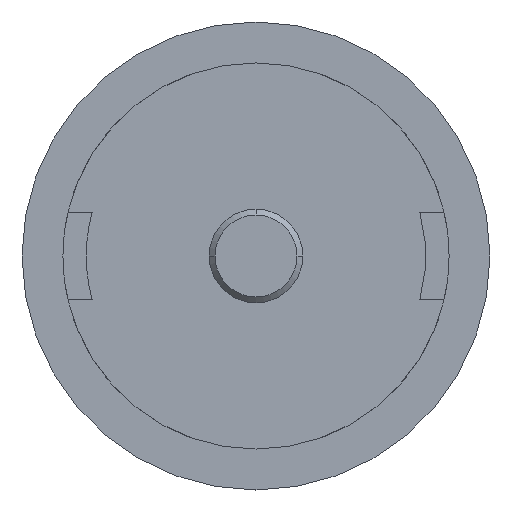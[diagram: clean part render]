
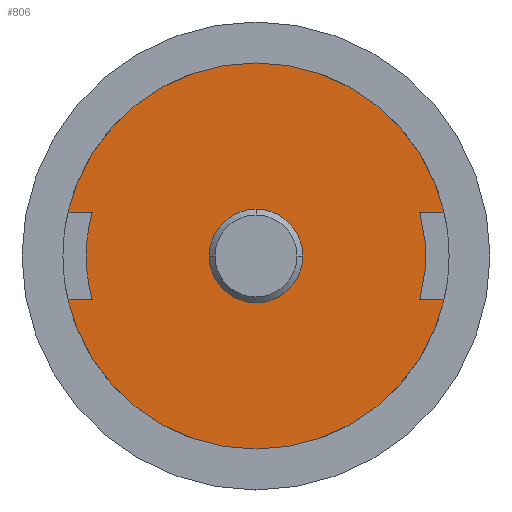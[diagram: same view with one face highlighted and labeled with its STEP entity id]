
A CAD part, front view. The second image highlights one B-rep face of the part: STEP entity #806.
In plain terms, the highlighted planar face has unit normal (0, -1, 0).
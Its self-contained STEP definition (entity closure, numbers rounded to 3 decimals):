
#27 = CARTESIAN_POINT ( 'NONE',  ( 0., -5.9, 0. ) ) ;
#53 = CARTESIAN_POINT ( 'NONE',  ( 3.214, -5.9, 0.75 ) ) ;
#127 = VERTEX_POINT ( 'NONE', #458 ) ;
#168 = DIRECTION ( 'NONE',  ( 0., 1., 0. ) ) ;
#215 = DIRECTION ( 'NONE',  ( 1., 0., 0. ) ) ;
#232 = CARTESIAN_POINT ( 'NONE',  ( -3.214, -5.9, 0.75 ) ) ;
#234 = ORIENTED_EDGE ( 'NONE', *, *, #1751, .F. ) ;
#265 = VERTEX_POINT ( 'NONE', #432 ) ;
#280 = ORIENTED_EDGE ( 'NONE', *, *, #1236, .T. ) ;
#323 = DIRECTION ( 'NONE',  ( 0., 1., 0. ) ) ;
#357 = VECTOR ( 'NONE', #600, 1000. ) ;
#384 = CIRCLE ( 'NONE', #405, 2.9 ) ;
#386 = CIRCLE ( 'NONE', #1846, 0.8 ) ;
#388 = EDGE_CURVE ( 'NONE', #127, #1740, #903, .T. ) ;
#395 = DIRECTION ( 'NONE',  ( 0.966, 0., 0.259 ) ) ;
#405 = AXIS2_PLACEMENT_3D ( 'NONE', #1658, #323, #914 ) ;
#407 = DIRECTION ( 'NONE',  ( 0., 1., 0. ) ) ;
#428 = VERTEX_POINT ( 'NONE', #232 ) ;
#429 = EDGE_LOOP ( 'NONE', ( #1242, #1350 ) ) ;
#432 = CARTESIAN_POINT ( 'NONE',  ( -3.214, -5.9, -0.75 ) ) ;
#458 = CARTESIAN_POINT ( 'NONE',  ( 0.8, -5.9, 0. ) ) ;
#462 = CARTESIAN_POINT ( 'NONE',  ( 2.801, -5.9, -0.75 ) ) ;
#463 = DIRECTION ( 'NONE',  ( 0., -1., 0. ) ) ;
#493 = VERTEX_POINT ( 'NONE', #1015 ) ;
#495 = DIRECTION ( 'NONE',  ( 0., -1., 0. ) ) ;
#517 = DIRECTION ( 'NONE',  ( -1., 0., 0. ) ) ;
#526 = CARTESIAN_POINT ( 'NONE',  ( 2.801, -5.9, -0.75 ) ) ;
#532 = EDGE_CURVE ( 'NONE', #750, #858, #992, .T. ) ;
#536 = FACE_BOUND ( 'NONE', #429, .T. ) ;
#540 = ORIENTED_EDGE ( 'NONE', *, *, #1729, .F. ) ;
#570 = DIRECTION ( 'NONE',  ( 0., -1., 0. ) ) ;
#594 = EDGE_CURVE ( 'NONE', #1749, #778, #1796, .T. ) ;
#600 = DIRECTION ( 'NONE',  ( -1., 0., 0. ) ) ;
#634 = CARTESIAN_POINT ( 'NONE',  ( 0., -5.9, 0. ) ) ;
#673 = CARTESIAN_POINT ( 'NONE',  ( -2.801, -5.9, -0.75 ) ) ;
#684 = EDGE_CURVE ( 'NONE', #265, #750, #938, .T. ) ;
#698 = EDGE_CURVE ( 'NONE', #493, #428, #1172, .T. ) ;
#736 = DIRECTION ( 'NONE',  ( -0.966, 0., -0.259 ) ) ;
#741 = AXIS2_PLACEMENT_3D ( 'NONE', #27, #570, #1170 ) ;
#743 = CIRCLE ( 'NONE', #741, 3.3 ) ;
#750 = VERTEX_POINT ( 'NONE', #673 ) ;
#778 = VERTEX_POINT ( 'NONE', #1726 ) ;
#806 = ADVANCED_FACE ( 'NONE', ( #1880, #536 ), #1137, .F. ) ;
#824 = CARTESIAN_POINT ( 'NONE',  ( -0.8, -5.9, 0. ) ) ;
#858 = VERTEX_POINT ( 'NONE', #1753 ) ;
#872 = AXIS2_PLACEMENT_3D ( 'NONE', #634, #1237, #1835 ) ;
#896 = EDGE_LOOP ( 'NONE', ( #1527, #540, #1792, #1651, #1882, #280, #1768, #234, #1795 ) ) ;
#903 = CIRCLE ( 'NONE', #872, 0.8 ) ;
#914 = DIRECTION ( 'NONE',  ( -0.966, 0., -0.259 ) ) ;
#938 = LINE ( 'NONE', #1543, #1116 ) ;
#988 = AXIS2_PLACEMENT_3D ( 'NONE', #1490, #168, #736 ) ;
#990 = DIRECTION ( 'NONE',  ( 1., 0., 0. ) ) ;
#992 = CIRCLE ( 'NONE', #988, 2.9 ) ;
#1002 = EDGE_CURVE ( 'NONE', #1740, #127, #386, .T. ) ;
#1015 = CARTESIAN_POINT ( 'NONE',  ( 3.214, -5.9, 0.75 ) ) ;
#1027 = VECTOR ( 'NONE', #1052, 1000. ) ;
#1052 = DIRECTION ( 'NONE',  ( 1., 0., 0. ) ) ;
#1054 = DIRECTION ( 'NONE',  ( -1., 0., 0. ) ) ;
#1094 = DIRECTION ( 'NONE',  ( 0.974, 0., 0.227 ) ) ;
#1116 = VECTOR ( 'NONE', #215, 1000. ) ;
#1128 = CARTESIAN_POINT ( 'NONE',  ( 0., -5.9, 0. ) ) ;
#1137 = PLANE ( 'NONE',  #1241 ) ;
#1141 = VERTEX_POINT ( 'NONE', #1602 ) ;
#1150 = AXIS2_PLACEMENT_3D ( 'NONE', #1836, #495, #1094 ) ;
#1170 = DIRECTION ( 'NONE',  ( -0.974, 0., -0.227 ) ) ;
#1172 = CIRCLE ( 'NONE', #1150, 3.3 ) ;
#1193 = AXIS2_PLACEMENT_3D ( 'NONE', #1128, #1724, #395 ) ;
#1236 = EDGE_CURVE ( 'NONE', #265, #778, #743, .T. ) ;
#1237 = DIRECTION ( 'NONE',  ( 0., -1., 0. ) ) ;
#1241 = AXIS2_PLACEMENT_3D ( 'NONE', #1734, #407, #990 ) ;
#1242 = ORIENTED_EDGE ( 'NONE', *, *, #1002, .F. ) ;
#1263 = LINE ( 'NONE', #1860, #1449 ) ;
#1350 = ORIENTED_EDGE ( 'NONE', *, *, #388, .F. ) ;
#1351 = LINE ( 'NONE', #53, #357 ) ;
#1449 = VECTOR ( 'NONE', #517, 1000. ) ;
#1490 = CARTESIAN_POINT ( 'NONE',  ( 0., -5.9, 0. ) ) ;
#1522 = EDGE_CURVE ( 'NONE', #493, #1601, #1351, .T. ) ;
#1527 = ORIENTED_EDGE ( 'NONE', *, *, #698, .T. ) ;
#1539 = EDGE_CURVE ( 'NONE', #858, #1141, #384, .T. ) ;
#1543 = CARTESIAN_POINT ( 'NONE',  ( -3.214, -5.9, -0.75 ) ) ;
#1601 = VERTEX_POINT ( 'NONE', #1675 ) ;
#1602 = CARTESIAN_POINT ( 'NONE',  ( -2.801, -5.9, 0.75 ) ) ;
#1651 = ORIENTED_EDGE ( 'NONE', *, *, #532, .F. ) ;
#1658 = CARTESIAN_POINT ( 'NONE',  ( 0., -5.9, 0. ) ) ;
#1675 = CARTESIAN_POINT ( 'NONE',  ( 2.801, -5.9, 0.75 ) ) ;
#1724 = DIRECTION ( 'NONE',  ( 0., 1., 0. ) ) ;
#1726 = CARTESIAN_POINT ( 'NONE',  ( 3.214, -5.9, -0.75 ) ) ;
#1729 = EDGE_CURVE ( 'NONE', #1141, #428, #1263, .T. ) ;
#1734 = CARTESIAN_POINT ( 'NONE',  ( 0., -5.9, 0. ) ) ;
#1740 = VERTEX_POINT ( 'NONE', #824 ) ;
#1749 = VERTEX_POINT ( 'NONE', #526 ) ;
#1751 = EDGE_CURVE ( 'NONE', #1601, #1749, #1790, .T. ) ;
#1753 = CARTESIAN_POINT ( 'NONE',  ( -2.9, -5.9, 0. ) ) ;
#1768 = ORIENTED_EDGE ( 'NONE', *, *, #594, .F. ) ;
#1790 = CIRCLE ( 'NONE', #1193, 2.9 ) ;
#1792 = ORIENTED_EDGE ( 'NONE', *, *, #1539, .F. ) ;
#1795 = ORIENTED_EDGE ( 'NONE', *, *, #1522, .F. ) ;
#1796 = LINE ( 'NONE', #462, #1027 ) ;
#1797 = CARTESIAN_POINT ( 'NONE',  ( 0., -5.9, 0. ) ) ;
#1835 = DIRECTION ( 'NONE',  ( 1., 0., 0. ) ) ;
#1836 = CARTESIAN_POINT ( 'NONE',  ( 0., -5.9, 0. ) ) ;
#1846 = AXIS2_PLACEMENT_3D ( 'NONE', #1797, #463, #1054 ) ;
#1860 = CARTESIAN_POINT ( 'NONE',  ( -2.801, -5.9, 0.75 ) ) ;
#1880 = FACE_OUTER_BOUND ( 'NONE', #896, .T. ) ;
#1882 = ORIENTED_EDGE ( 'NONE', *, *, #684, .F. ) ;
